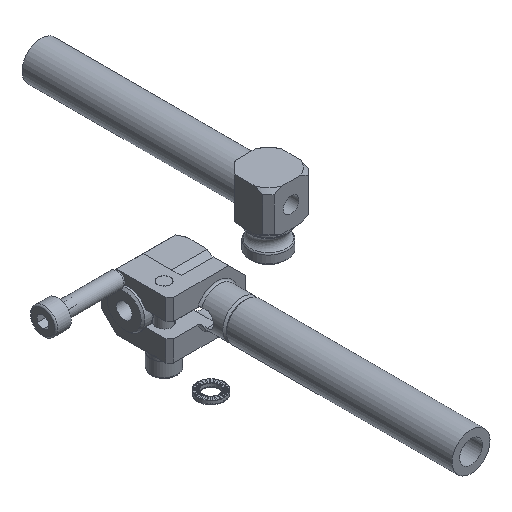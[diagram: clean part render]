
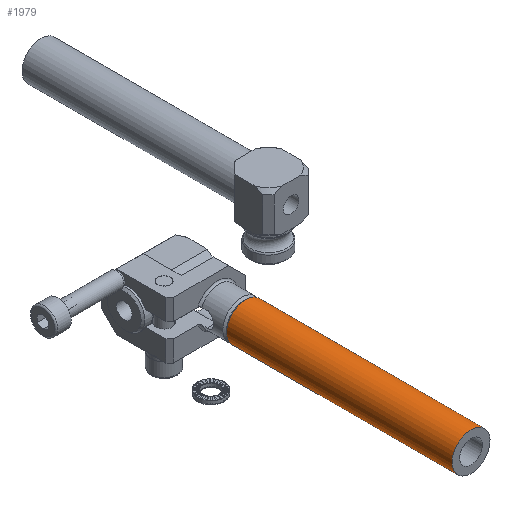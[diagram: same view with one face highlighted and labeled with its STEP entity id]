
A CAD part, isometric view. The second image highlights one B-rep face of the part: STEP entity #1979.
In plain terms, the highlighted cylindrical face has radius 5 mm (diameter 10 mm), a full revolution.
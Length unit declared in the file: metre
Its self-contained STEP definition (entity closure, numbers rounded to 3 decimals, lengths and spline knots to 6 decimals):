
#1979 = ADVANCED_FACE( '', ( #4106, #4107 ), #4108, .T. );
#4106 = FACE_OUTER_BOUND( '', #5088, .T. );
#4107 = FACE_OUTER_BOUND( '', #5089, .T. );
#4108 = CYLINDRICAL_SURFACE( '', #5090, 0.005 );
#5088 = EDGE_LOOP( '', ( #6855 ) );
#5089 = EDGE_LOOP( '', ( #6856 ) );
#5090 = AXIS2_PLACEMENT_3D( '', #6857, #6858, #6859 );
#6855 = ORIENTED_EDGE( '', *, *, #8606, .T. );
#6856 = ORIENTED_EDGE( '', *, *, #8607, .F. );
#6857 = CARTESIAN_POINT( '', ( 0., 0.06, 0. ) );
#6858 = DIRECTION( '', ( 0., 1., 0. ) );
#6859 = DIRECTION( '', ( 0., 0., -1. ) );
#8606 = EDGE_CURVE( '', #9878, #9878, #9879, .T. );
#8607 = EDGE_CURVE( '', #9880, #9880, #9881, .T. );
#9878 = VERTEX_POINT( '', #10477 );
#9879 = CIRCLE( '', #10478, 0.005 );
#9880 = VERTEX_POINT( '', #10479 );
#9881 = CIRCLE( '', #10480, 0.005 );
#10477 = CARTESIAN_POINT( '', ( 0., 0.0005, 0.005 ) );
#10478 = AXIS2_PLACEMENT_3D( '', #10732, #10733, #10734 );
#10479 = CARTESIAN_POINT( '', ( 0.005, 0.06, 0. ) );
#10480 = AXIS2_PLACEMENT_3D( '', #10735, #10736, #10737 );
#10732 = CARTESIAN_POINT( '', ( 0., 0.0005, 0. ) );
#10733 = DIRECTION( '', ( 0., 1., 0. ) );
#10734 = DIRECTION( '', ( 0., 0., 1. ) );
#10735 = CARTESIAN_POINT( '', ( 0., 0.06, 0. ) );
#10736 = DIRECTION( '', ( 0., 1., 0. ) );
#10737 = DIRECTION( '', ( 1., 0., 0. ) );
